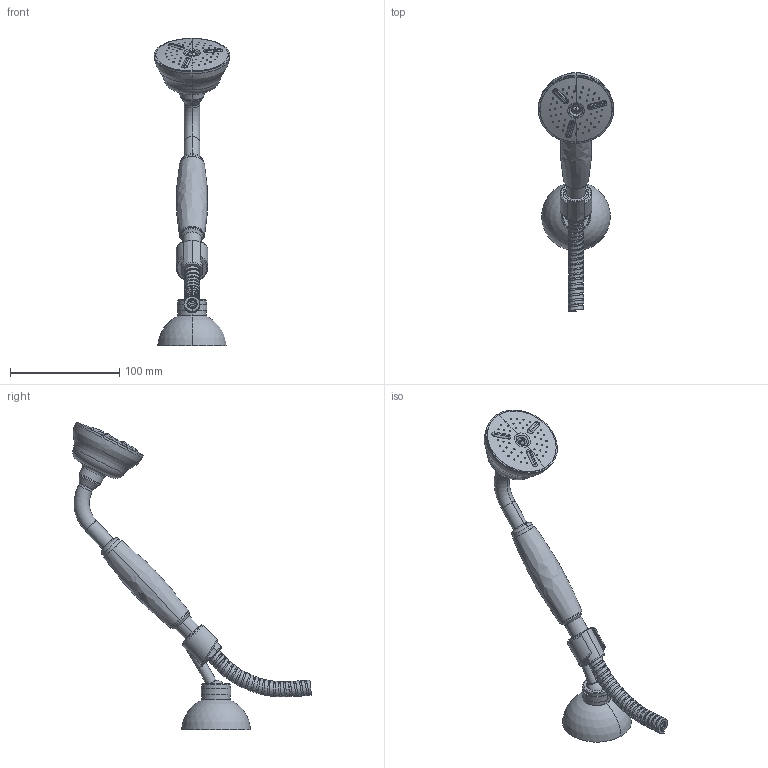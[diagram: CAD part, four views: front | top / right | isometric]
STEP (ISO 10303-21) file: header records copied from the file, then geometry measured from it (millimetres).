
FILE_DESCRIPTION((''),'2;1');
FILE_NAME('ZDUP035CR','2021-11-15T09:12:51',('ut3'),('PAFFONI SpA'),'CREO PARAMETRIC BY PTC INC, 2020044','CREO PARAMETRIC BY PTC INC, 2020044','');
FILE_SCHEMA(('CONFIG_CONTROL_DESIGN','SHAPE_APPEARANCE_LAYERS_GROUPS'));
Products named in the file (1): ZDUP035CR
Bounding box: 69 x 218.38 x 281.52 mm (x, y, z)
Volume: 128003.6 mm3; surface area: 77198.9 mm2
Topology: 2 solids, 2 shells, 545 faces, 1313 edges, 798 vertices
Faces by surface type: cylinder 196, bspline 112, plane 89, torus 84, cone 41, sphere 23
Entity records: 42988 total; most frequent: CARTESIAN_POINT 26691, ORIENTED_EDGE 2620, DIRECTION 2292, EDGE_CURVE 1310, AXIS2_PLACEMENT_3D 953, VERTEX_POINT 797, EDGE_LOOP 665, FILL_AREA_STYLE_COLOUR 624
